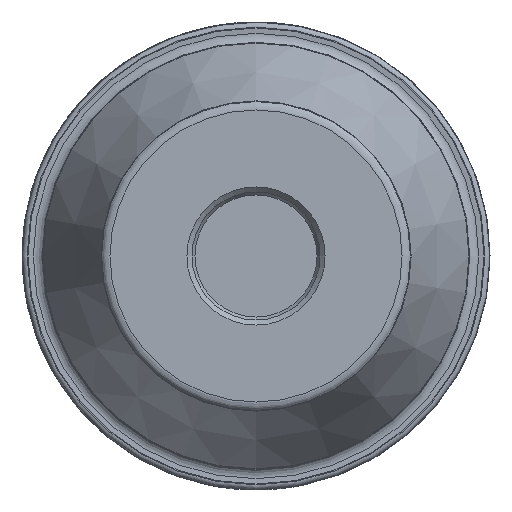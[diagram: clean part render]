
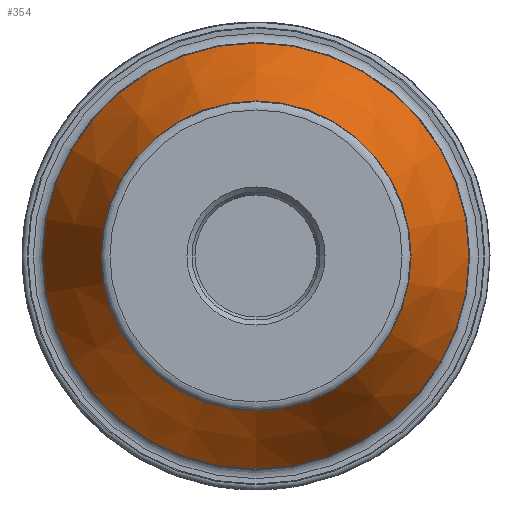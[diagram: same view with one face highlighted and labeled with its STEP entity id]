
A CAD part, left-side view. The second image highlights one B-rep face of the part: STEP entity #354.
In plain terms, the highlighted conical face has half-angle 25 degrees and reference radius 20.934 mm.
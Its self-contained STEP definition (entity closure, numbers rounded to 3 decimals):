
#50=CONICAL_SURFACE('',#1395,20.934,25.);
#274=FACE_BOUND('',#519,.T.);
#275=FACE_BOUND('',#520,.T.);
#354=ADVANCED_FACE('',(#274,#275),#50,.T.);
#519=EDGE_LOOP('',(#733));
#520=EDGE_LOOP('',(#734));
#733=ORIENTED_EDGE('',*,*,#1184,.T.);
#734=ORIENTED_EDGE('',*,*,#1185,.F.);
#1032=VERTEX_POINT('',#2418);
#1033=VERTEX_POINT('',#2421);
#1184=EDGE_CURVE('',#1032,#1032,#1285,.T.);
#1185=EDGE_CURVE('',#1033,#1033,#1286,.T.);
#1285=CIRCLE('',#1392,15.245);
#1286=CIRCLE('',#1394,20.934);
#1392=AXIS2_PLACEMENT_3D('',#2417,#1631,#1632);
#1394=AXIS2_PLACEMENT_3D('',#2420,#1635,#1636);
#1395=AXIS2_PLACEMENT_3D('',#2422,#1637,#1638);
#1631=DIRECTION('',(1.,0.,0.));
#1632=DIRECTION('',(0.,0.,1.));
#1635=DIRECTION('',(1.,0.,0.));
#1636=DIRECTION('',(0.,0.,1.));
#1637=DIRECTION('',(1.,0.,0.));
#1638=DIRECTION('',(0.,0.,-1.));
#2417=CARTESIAN_POINT('',(0.526,0.,0.));
#2418=CARTESIAN_POINT('',(0.526,0.,15.245));
#2420=CARTESIAN_POINT('',(12.726,0.,0.));
#2421=CARTESIAN_POINT('',(12.726,0.,20.934));
#2422=CARTESIAN_POINT('',(12.726,0.,0.));
